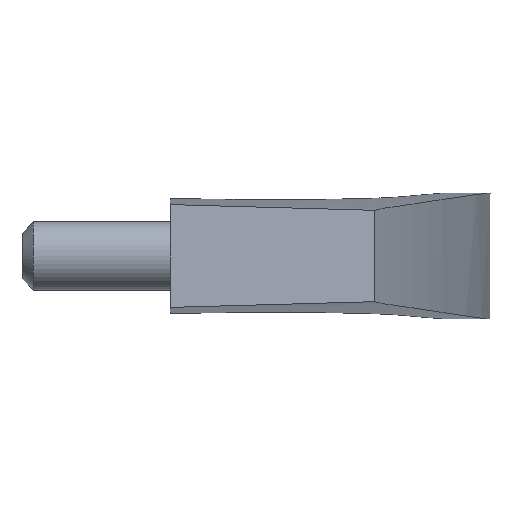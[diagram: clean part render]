
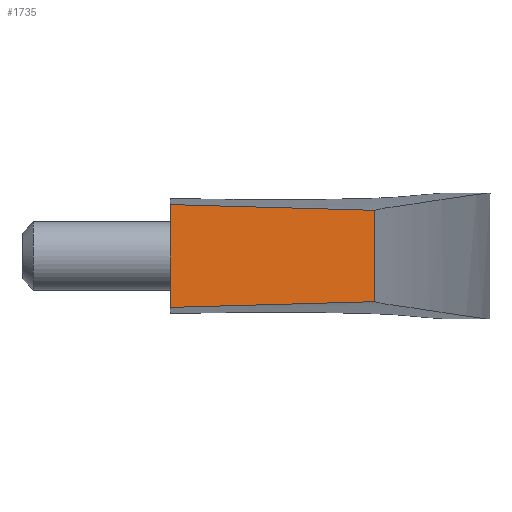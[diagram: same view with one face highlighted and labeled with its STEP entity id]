
A CAD part, left-side view. The second image highlights one B-rep face of the part: STEP entity #1735.
In plain terms, the highlighted free-form (B-spline) face has degree [1, 1] with [2, 2] control points.
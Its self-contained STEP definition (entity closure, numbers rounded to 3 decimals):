
#1507=CARTESIAN_POINT('',(-59.5,4.,17.882));
#1508=VERTEX_POINT('',#1507);
#1600=CARTESIAN_POINT('',(-59.5,-4.,17.882));
#1601=VERTEX_POINT('',#1600);
#1602=CARTESIAN_POINT('',(-59.5,4.,17.882));
#1603=CARTESIAN_POINT('',(-59.5,-4.,17.882));
#1604=QUASI_UNIFORM_CURVE('',1,(#1602,#1603),.UNSPECIFIED.,.F.,.U.);
#1605=EDGE_CURVE('',#1508,#1601,#1604,.T.);
#1708=CARTESIAN_POINT('',(-59.425,-4.95,18.775));
#1709=CARTESIAN_POINT('',(-61.075,-4.95,-0.893));
#1710=CARTESIAN_POINT('',(-59.425,4.95,18.775));
#1711=CARTESIAN_POINT('',(-61.075,4.95,-0.893));
#1712=B_SPLINE_SURFACE_WITH_KNOTS('',1,1,((#1708,#1710),(#1709,#1711)),.UNSPECIFIED.,.F.,.F.,.U.,(2,2),(2,2),(0.0,19.737),(0.0,9.899),.UNSPECIFIED.);
#1713=ORIENTED_EDGE('',*,*,#1605,.F.);
#1714=CARTESIAN_POINT('',(-61.0,4.5,0.));
#1715=VERTEX_POINT('',#1714);
#1716=CARTESIAN_POINT('',(-61.0,4.5,0.));
#1717=CARTESIAN_POINT('',(-59.5,4.,17.882));
#1718=QUASI_UNIFORM_CURVE('',1,(#1716,#1717),.UNSPECIFIED.,.F.,.U.);
#1719=EDGE_CURVE('',#1715,#1508,#1718,.T.);
#1720=ORIENTED_EDGE('',*,*,#1719,.F.);
#1721=CARTESIAN_POINT('',(-61.0,-4.5,0.));
#1722=VERTEX_POINT('',#1721);
#1723=CARTESIAN_POINT('',(-61.0,-4.5,0.));
#1724=CARTESIAN_POINT('',(-61.0,4.5,0.));
#1725=QUASI_UNIFORM_CURVE('',1,(#1723,#1724),.UNSPECIFIED.,.F.,.U.);
#1726=EDGE_CURVE('',#1722,#1715,#1725,.T.);
#1727=ORIENTED_EDGE('',*,*,#1726,.F.);
#1728=CARTESIAN_POINT('',(-59.5,-4.,17.882));
#1729=CARTESIAN_POINT('',(-61.0,-4.5,0.));
#1730=QUASI_UNIFORM_CURVE('',1,(#1728,#1729),.UNSPECIFIED.,.F.,.U.);
#1731=EDGE_CURVE('',#1601,#1722,#1730,.T.);
#1732=ORIENTED_EDGE('',*,*,#1731,.F.);
#1733=EDGE_LOOP('',(#1713,#1720,#1727,#1732));
#1734=FACE_OUTER_BOUND('',#1733,.T.);
#1735=ADVANCED_FACE('',(#1734),#1712,.F.);
